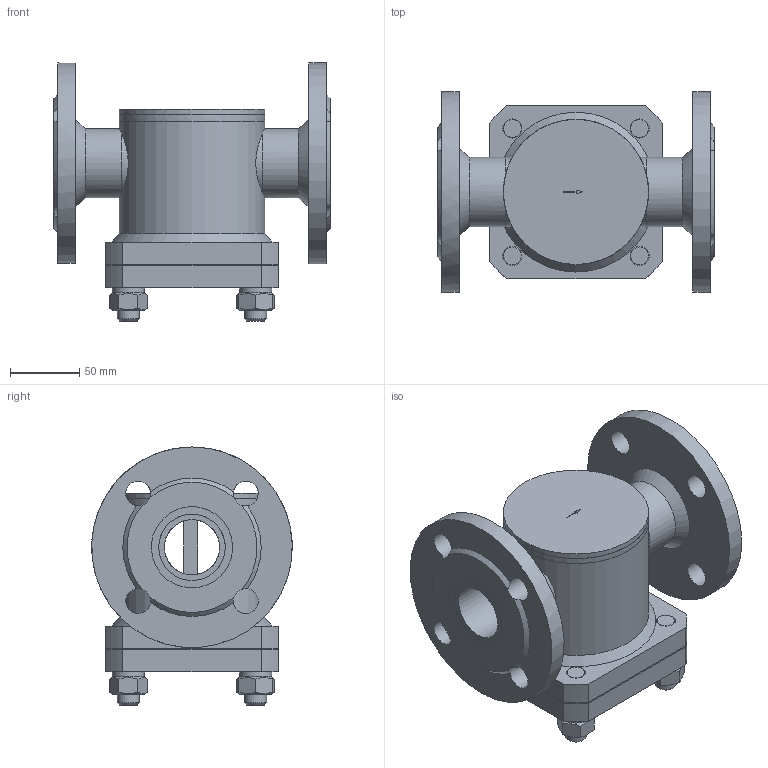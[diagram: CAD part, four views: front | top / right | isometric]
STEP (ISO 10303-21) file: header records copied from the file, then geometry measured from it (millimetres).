
FILE_DESCRIPTION((''),'2;1');
FILE_NAME('ФБ93 010 040 000.stp','2015-03-18T15:40:23',('��������'),(''),'Autodesk Inventor 2013','Autodesk Inventor 2013','');
FILE_SCHEMA(('AUTOMOTIVE_DESIGN { 1 0 10303 214 1 1 1 1 }'));
Length unit declared in the file: millimetre
Products named in the file (24): ФБ93 010 040 000; ФБ93 010 040 010; ФБ93 010 040 010_Сварные швы; ФБ10 001 050 025; ФБ93 010 040 014; ФБ93 010 040 012; ФБ93 010 040 012_1; ФБ93 010 040 013; ФБ39 010 040 013; ФБ39 010 040 013_1; ФБ93 010 040 001; ФБ93 010 040 040; ФБ93 010 040 050; ФБ93 010 040 051; ФБ93 010 040 051_1; ФБ93 010 040 052; ФБ93 010 040 052_1; ФБ93 010 040 041; ФБ10 001 050 003; Шайба ГОСТ 6402-70 16 N; Гайка ГОСТ 5915-70 M16; ФБ10 001 050 004; ФБ93 010 040 002
Assembly tree (32 placements, depth 4):
  ФБ93 010 040 000
    ФБ93 010 040 010
      ФБ93 010 040 010_Сварные швы
      ФБ10 001 050 025
      ФБ93 010 040 014
      ФБ93 010 040 012
      ФБ93 010 040 012_1
      ФБ93 010 040 013
      ФБ39 010 040 013
      ФБ39 010 040 013_1
    ФБ93 010 040 001
    ФБ93 010 040 040
      ФБ93 010 040 050
        ФБ93 010 040 051
        ФБ93 010 040 051_1
        ФБ93 010 040 052
        ФБ93 010 040 052_1
        ФБ93 010 040 052
      ФБ93 010 040 041
    ФБ10 001 050 003
    Шайба ГОСТ 6402-70 16 N  x4
    Гайка ГОСТ 5915-70 M16  x4
    ФБ10 001 050 004  x4
    ФБ93 010 040 002
Bounding box: 200 x 145 x 186.5 mm (x, y, z)
Volume: 1083056.6 mm3; surface area: 372313.4 mm2
Topology: 39 solids, 39 shells, 320 faces, 732 edges, 482 vertices
Faces by surface type: plane 153, cylinder 86, cone 72, bspline 9
Full cylindrical faces by diameter (mm): 10 x3, 13.835 x8, 16 x4, 18 x12, 20 x1, 40 x4, 48 x6, 50 x4, 95 x2, 96 x1, 102 x3, 105 x3, 106 x1, 145 x2
Entity records: 8259 total; most frequent: CARTESIAN_POINT 2237, DIRECTION 1192, ORIENTED_EDGE 908, AXIS2_PLACEMENT_3D 511, EDGE_CURVE 454, EDGE_LOOP 400, VERTEX_POINT 344, FACE_OUTER_BOUND 248
